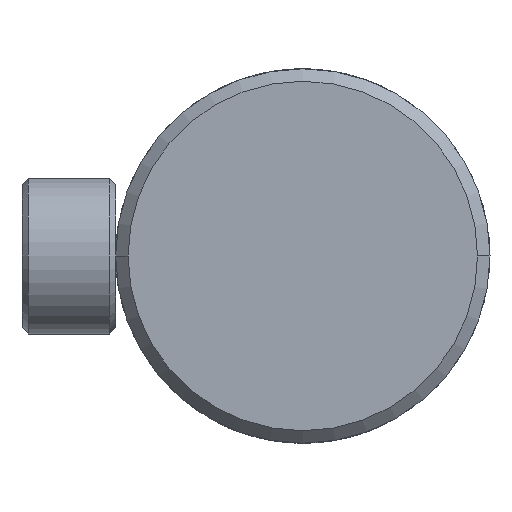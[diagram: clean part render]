
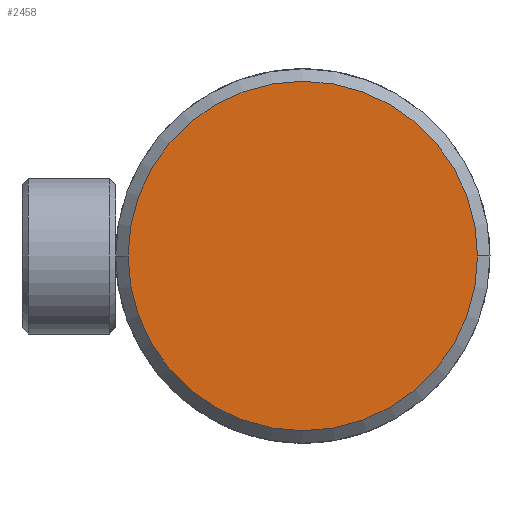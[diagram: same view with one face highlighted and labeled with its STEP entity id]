
A CAD part, left-side view. The second image highlights one B-rep face of the part: STEP entity #2458.
In plain terms, the highlighted planar face has unit normal (-1, 0, 0).
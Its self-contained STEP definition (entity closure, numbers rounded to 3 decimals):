
#25 = ORIENTED_EDGE ( 'NONE', *, *, #4374, .T. ) ;
#110 = VERTEX_POINT ( 'NONE', #2871 ) ;
#127 = EDGE_LOOP ( 'NONE', ( #25, #2180 ) ) ;
#193 = EDGE_CURVE ( 'NONE', #110, #726, #1467, .T. ) ;
#570 = CARTESIAN_POINT ( 'NONE',  ( -47., 0., 0. ) ) ;
#726 = VERTEX_POINT ( 'NONE', #2030 ) ;
#935 = DIRECTION ( 'NONE',  ( -1., 0., 0. ) ) ;
#1082 = CARTESIAN_POINT ( 'NONE',  ( -47., 0., 0. ) ) ;
#1424 = DIRECTION ( 'NONE',  ( 0., -1., 0. ) ) ;
#1467 = CIRCLE ( 'NONE', #4129, 28. ) ;
#2030 = CARTESIAN_POINT ( 'NONE',  ( -47., 28., 0. ) ) ;
#2180 = ORIENTED_EDGE ( 'NONE', *, *, #193, .T. ) ;
#2458 = ADVANCED_FACE ( 'NONE', ( #2640 ), #4015, .T. ) ;
#2640 = FACE_OUTER_BOUND ( 'NONE', #127, .T. ) ;
#2871 = CARTESIAN_POINT ( 'NONE',  ( -47., -28., 0. ) ) ;
#2907 = CARTESIAN_POINT ( 'NONE',  ( -47., 0., 0. ) ) ;
#3249 = DIRECTION ( 'NONE',  ( 0., -1., 0. ) ) ;
#3410 = DIRECTION ( 'NONE',  ( -1., 0., 0. ) ) ;
#3515 = DIRECTION ( 'NONE',  ( 0., -1., 0. ) ) ;
#3645 = CIRCLE ( 'NONE', #3898, 28. ) ;
#3898 = AXIS2_PLACEMENT_3D ( 'NONE', #1082, #3410, #1424 ) ;
#4015 = PLANE ( 'NONE',  #4312 ) ;
#4129 = AXIS2_PLACEMENT_3D ( 'NONE', #2907, #935, #3249 ) ;
#4195 = DIRECTION ( 'NONE',  ( -1., 0., 0. ) ) ;
#4312 = AXIS2_PLACEMENT_3D ( 'NONE', #570, #4195, #3515 ) ;
#4374 = EDGE_CURVE ( 'NONE', #726, #110, #3645, .T. ) ;
